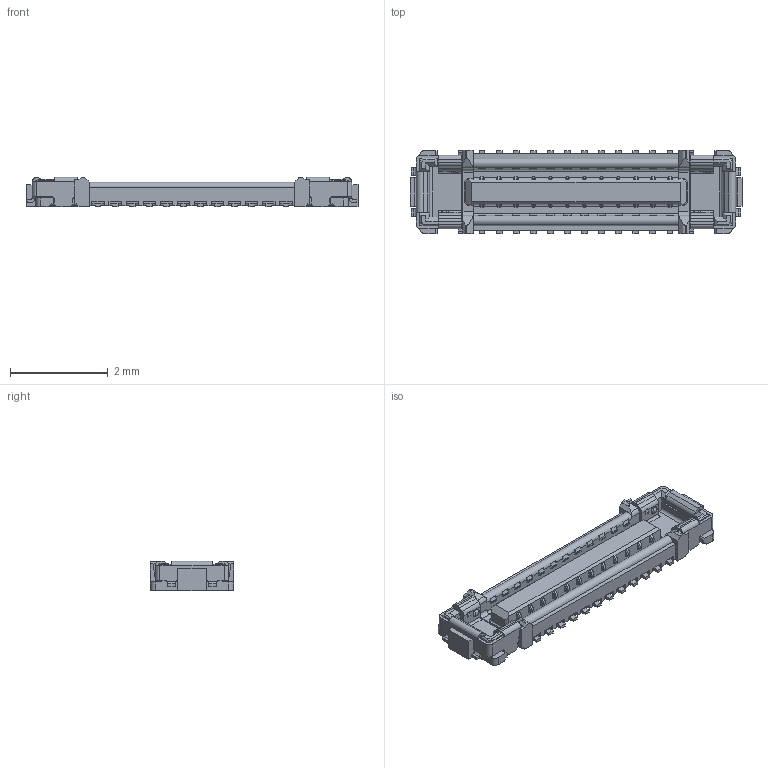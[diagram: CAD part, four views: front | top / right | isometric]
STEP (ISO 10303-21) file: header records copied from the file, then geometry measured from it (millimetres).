
FILE_DESCRIPTION(('Creo Elements/Direct Modeling STEP Export'),'2;1');
FILE_NAME('BM28-24DS.stp','2016-12-02T 9:57:39',(''),(''),'Creo Elements/Direct Modeling STEP processor for AP214 (Solid Model)','Creo Elements/Direct Modeling 18.1E 22-Nov-2013 (C) Parametric Technology GmbH','');
FILE_SCHEMA(('AUTOMOTIVE_DESIGN { 1 0 10303 214 1 1 1 1 }'));
Length unit declared in the file: millimetre
Products named in the file (2): BM28-24DS
Assembly tree (1 placements, depth 2):
  BM28-24DS
    BM28-24DS
Bounding box: 6.8 x 1.7 x 0.6 mm (x, y, z)
Volume: 3.7 mm3; surface area: 44.8 mm2
Topology: 1 solids, 1 shells, 1266 faces, 3584 edges, 2308 vertices
Faces by surface type: plane 1016, cylinder 194, cone 56
Entity records: 40387 total; most frequent: CARTESIAN_POINT 7434, ORIENTED_EDGE 7220, DIRECTION 6390, EDGE_CURVE 3610, VECTOR 2934, LINE 2934, VERTEX_POINT 2356, AXIS2_PLACEMENT_3D 1728
